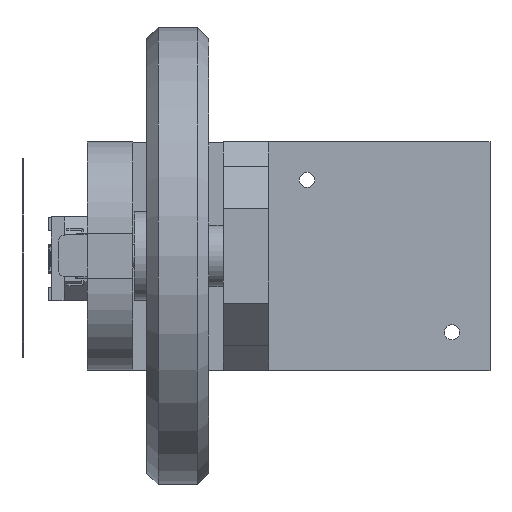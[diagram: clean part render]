
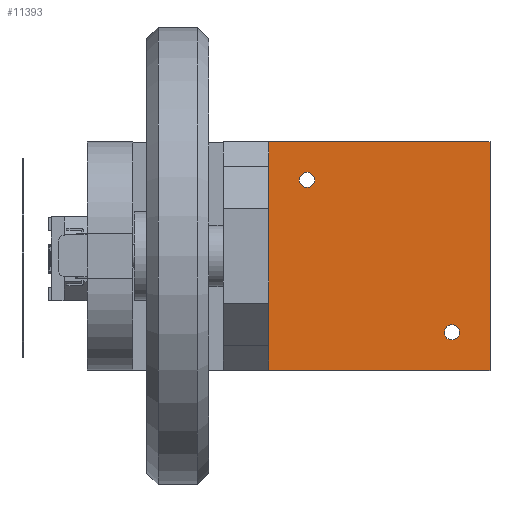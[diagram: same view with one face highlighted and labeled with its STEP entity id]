
A CAD part, top view. The second image highlights one B-rep face of the part: STEP entity #11393.
In plain terms, the highlighted planar face has unit normal (0, 0, 1).
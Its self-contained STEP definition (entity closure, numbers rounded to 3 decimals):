
#270=FACE_BOUND('',#4424,.T.);
#271=FACE_BOUND('',#4425,.T.);
#603=PLANE('',#12432);
#1599=LINE('',#18622,#2794);
#1625=LINE('',#18687,#2820);
#1641=LINE('',#18722,#2836);
#1659=LINE('',#18868,#2854);
#2794=VECTOR('',#15110,10.);
#2820=VECTOR('',#15166,10.);
#2836=VECTOR('',#15194,10.);
#2854=VECTOR('',#15284,10.);
#3760=FACE_OUTER_BOUND('',#4423,.T.);
#4423=EDGE_LOOP('',(#10316,#10317,#10318,#10319));
#4424=EDGE_LOOP('',(#10320));
#4425=EDGE_LOOP('',(#10321));
#4851=CIRCLE('',#12426,2.);
#4852=CIRCLE('',#12428,2.);
#5719=VERTEX_POINT('',#18619);
#5720=VERTEX_POINT('',#18621);
#5744=VERTEX_POINT('',#18686);
#5757=VERTEX_POINT('',#18720);
#5772=VERTEX_POINT('',#18856);
#5773=VERTEX_POINT('',#18860);
#7236=EDGE_CURVE('',#5719,#5720,#1599,.T.);
#7268=EDGE_CURVE('',#5744,#5720,#1625,.T.);
#7287=EDGE_CURVE('',#5757,#5719,#1641,.T.);
#7314=EDGE_CURVE('',#5772,#5772,#4851,.T.);
#7316=EDGE_CURVE('',#5773,#5773,#4852,.T.);
#7320=EDGE_CURVE('',#5744,#5757,#1659,.T.);
#10316=ORIENTED_EDGE('',*,*,#7268,.T.);
#10317=ORIENTED_EDGE('',*,*,#7236,.F.);
#10318=ORIENTED_EDGE('',*,*,#7287,.F.);
#10319=ORIENTED_EDGE('',*,*,#7320,.F.);
#10320=ORIENTED_EDGE('',*,*,#7314,.T.);
#10321=ORIENTED_EDGE('',*,*,#7316,.T.);
#11393=ADVANCED_FACE('',(#3760,#270,#271),#603,.T.);
#12426=AXIS2_PLACEMENT_3D('',#18857,#15268,#15269);
#12428=AXIS2_PLACEMENT_3D('',#18861,#15273,#15274);
#12432=AXIS2_PLACEMENT_3D('',#18869,#15285,#15286);
#15110=DIRECTION('',(0.,1.,0.));
#15166=DIRECTION('',(-1.,0.,0.));
#15194=DIRECTION('',(-1.,0.,0.));
#15268=DIRECTION('center_axis',(0.,0.,
-1.));
#15269=DIRECTION('ref_axis',(1.,0.,0.));
#15273=DIRECTION('center_axis',(0.,0.,
-1.));
#15274=DIRECTION('ref_axis',(1.,0.,0.));
#15284=DIRECTION('',(0.,-1.,0.));
#15285=DIRECTION('center_axis',(0.,0.,
1.));
#15286=DIRECTION('ref_axis',(-1.,0.,0.));
#18619=CARTESIAN_POINT('',(-89.92,-77.559,-11.804));
#18621=CARTESIAN_POINT('',(-89.92,-17.559,-11.804));
#18622=CARTESIAN_POINT('',(-89.92,-37.559,-11.804));
#18686=CARTESIAN_POINT('',(-31.885,-17.559,-11.804));
#18687=CARTESIAN_POINT('',(-52.,-17.559,-11.804));
#18720=CARTESIAN_POINT('',(-31.885,-77.559,-11.804));
#18722=CARTESIAN_POINT('',(-52.,-77.559,-11.804));
#18856=CARTESIAN_POINT('',(-81.92,-27.559,-11.804));
#18857=CARTESIAN_POINT('Origin',(-79.92,-27.559,-11.804));
#18860=CARTESIAN_POINT('',(-43.885,-67.559,-11.804));
#18861=CARTESIAN_POINT('Origin',(-41.885,-67.559,-11.804));
#18868=CARTESIAN_POINT('',(-31.885,-27.559,-11.804));
#18869=CARTESIAN_POINT('Origin',(-52.,-27.559,-11.804));
